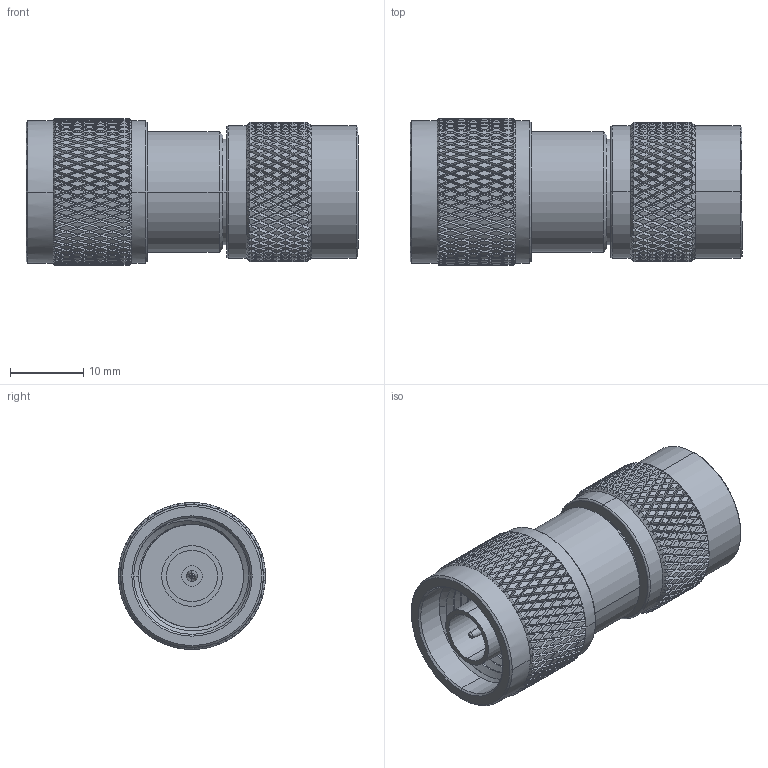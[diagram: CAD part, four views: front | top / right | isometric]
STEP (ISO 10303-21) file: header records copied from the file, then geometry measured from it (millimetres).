
FILE_DESCRIPTION (( 'STEP AP203' ), '1' );
FILE_NAME ('FMAD1318_3D.STEP', '2022-03-18T21:14:45', ( '' ), ( '' ), 'SwSTEP 2.0', 'SolidWorks 2021', '' );
FILE_SCHEMA (( 'CONFIG_CONTROL_DESIGN' ));
Length unit declared in the file: inch
Products named in the file (1): FMAD1318_3D
Bounding box: 45.21 x 20 x 20 mm (x, y, z)
Volume: 9404.6 mm3; surface area: 5992.9 mm2
Topology: 1 solids, 1 shells, 4574 faces, 9509 edges, 4950 vertices
Faces by surface type: bspline 3375, cylinder 904, cone 243, plane 43, torus 9
Entity records: 165792 total; most frequent: CARTESIAN_POINT 106578, ORIENTED_EDGE 19018, EDGE_CURVE 9509, VERTEX_POINT 4950, EDGE_LOOP 4587, ADVANCED_FACE 4574, FACE_OUTER_BOUND 4574, B_SPLINE_CURVE_WITH_KNOTS 3941
